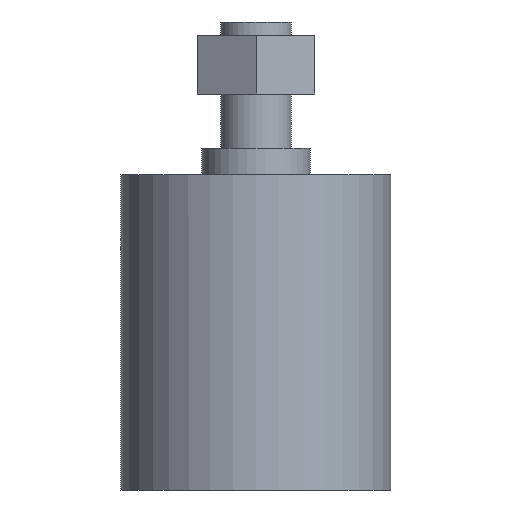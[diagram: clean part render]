
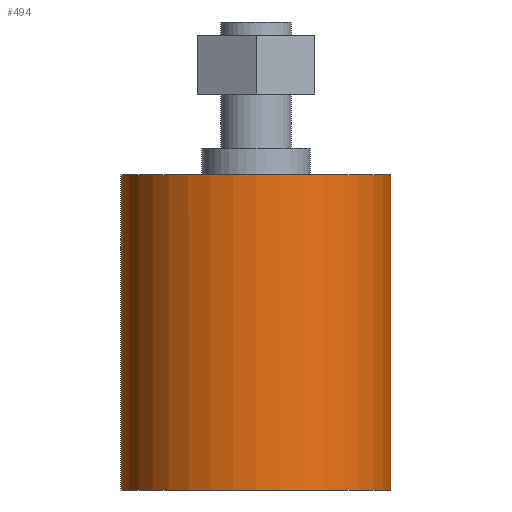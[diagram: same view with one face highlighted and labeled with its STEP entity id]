
A CAD part, front view. The second image highlights one B-rep face of the part: STEP entity #494.
In plain terms, the highlighted cylindrical face has radius 15 mm (diameter 30 mm), a full revolution.
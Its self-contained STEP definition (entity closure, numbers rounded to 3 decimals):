
#91=FACE_OUTER_BOUND('',#126,.T.);
#126=EDGE_LOOP('',(#410,#411,#412,#413));
#168=LINE('',#844,#212);
#212=VECTOR('',#696,15.);
#242=CIRCLE('',#585,15.);
#243=CIRCLE('',#587,15.);
#270=VERTEX_POINT('',#839);
#271=VERTEX_POINT('',#842);
#320=EDGE_CURVE('',#270,#270,#242,.T.);
#321=EDGE_CURVE('',#271,#271,#243,.T.);
#322=EDGE_CURVE('',#271,#270,#168,.T.);
#410=ORIENTED_EDGE('',*,*,#321,.F.);
#411=ORIENTED_EDGE('',*,*,#322,.T.);
#412=ORIENTED_EDGE('',*,*,#320,.F.);
#413=ORIENTED_EDGE('',*,*,#322,.F.);
#474=CYLINDRICAL_SURFACE('',#586,15.);
#494=ADVANCED_FACE('',(#91),#474,.T.);
#585=AXIS2_PLACEMENT_3D('',#840,#690,#691);
#586=AXIS2_PLACEMENT_3D('',#841,#692,#693);
#587=AXIS2_PLACEMENT_3D('',#843,#694,#695);
#690=DIRECTION('center_axis',(0.,0.,-1.));
#691=DIRECTION('ref_axis',(1.,0.,0.));
#692=DIRECTION('center_axis',(0.,0.,1.));
#693=DIRECTION('ref_axis',(1.,0.,0.));
#694=DIRECTION('center_axis',(0.,0.,1.));
#695=DIRECTION('ref_axis',(1.,0.,0.));
#696=DIRECTION('',(0.,0.,-1.));
#839=CARTESIAN_POINT('',(-72.,-76.,104.));
#840=CARTESIAN_POINT('Origin',(-57.,-76.,104.));
#841=CARTESIAN_POINT('Origin',(-57.,-76.,121.5));
#842=CARTESIAN_POINT('',(-72.,-76.,139.));
#843=CARTESIAN_POINT('Origin',(-57.,-76.,139.));
#844=CARTESIAN_POINT('',(-72.,-76.,121.5));
